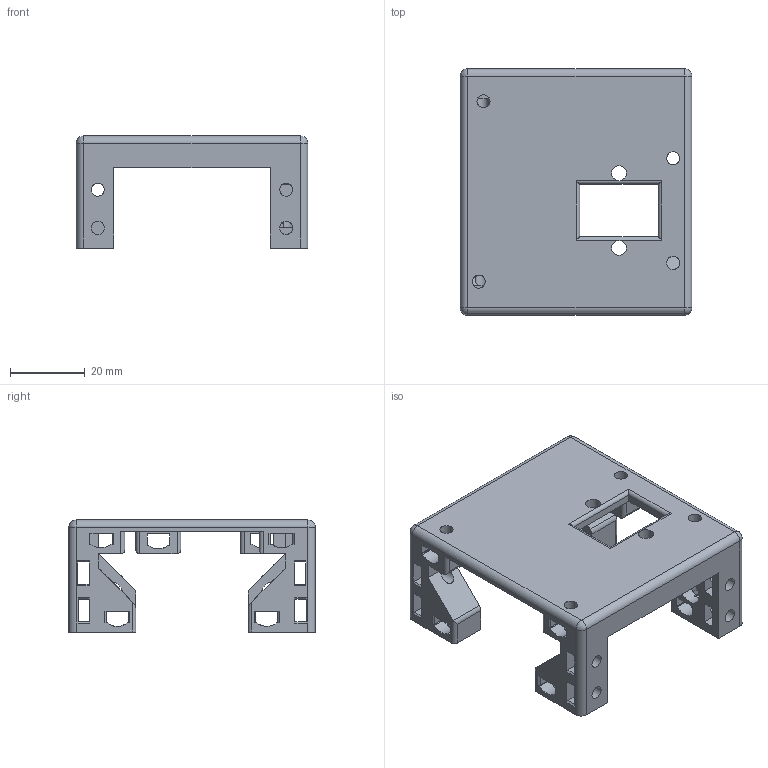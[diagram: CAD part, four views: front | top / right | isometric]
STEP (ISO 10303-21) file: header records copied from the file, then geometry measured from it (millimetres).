
FILE_DESCRIPTION(('FreeCAD Model'),'2;1');
FILE_NAME('Evolution_cuerpo.step','2015-03-17T14:15:05',( 'Author'),(''),'Open CASCADE STEP processor 6.7','FreeCAD','Unknown' );
FILE_SCHEMA(('AUTOMOTIVE_DESIGN_CC2 { 1 2 10303 214 -1 1 5 4 }'));
Length unit declared in the file: millimetre
Products named in the file (1): CUERPO_FINAL
Bounding box: 62 x 66 x 30 mm (x, y, z)
Volume: 26018.2 mm3; surface area: 18227.9 mm2
Topology: 1 solids, 1 shells, 285 faces, 917 edges, 625 vertices
Faces by surface type: plane 199, cylinder 80, sphere 6
Full cylindrical faces by diameter (mm): 3.5 x31, 4 x2, 7 x2
Entity records: 25096 total; most frequent: CARTESIAN_POINT 7242, DIRECTION 3189, LINE 2182, VECTOR 2182, ORIENTED_EDGE 1814, PCURVE 1814, DEFINITIONAL_REPRESENTATION 1814, EDGE_CURVE 907
